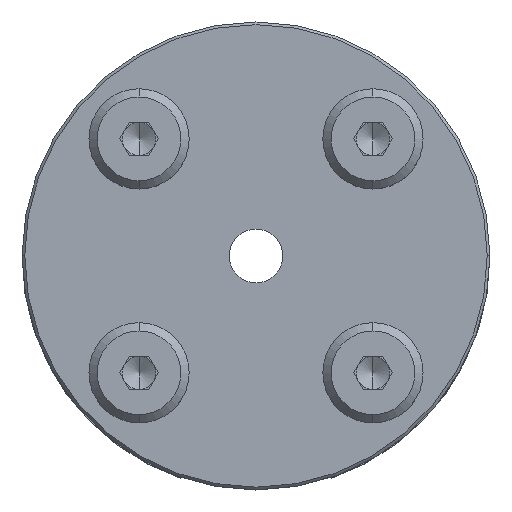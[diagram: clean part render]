
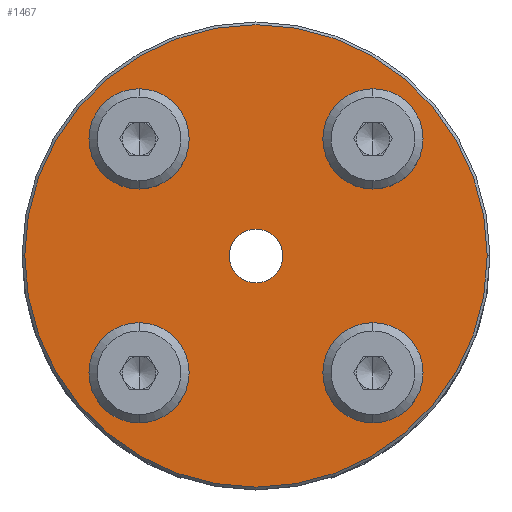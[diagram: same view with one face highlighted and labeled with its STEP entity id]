
A CAD part, top view. The second image highlights one B-rep face of the part: STEP entity #1467.
In plain terms, the highlighted planar face has unit normal (0, 0, 1).
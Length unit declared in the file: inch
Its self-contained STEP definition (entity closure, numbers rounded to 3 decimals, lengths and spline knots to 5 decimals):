
#72 = DIRECTION ( 'NONE',  ( 0., 0., 1. ) ) ;
#91 = EDGE_CURVE ( 'NONE', #1832, #4219, #4763, .T. ) ;
#195 = CARTESIAN_POINT ( 'NONE',  ( 0., 0., 0.375 ) ) ;
#219 = DIRECTION ( 'NONE',  ( 1., 0., 0. ) ) ;
#452 = FACE_BOUND ( 'NONE', #5922, .T. ) ;
#472 = ORIENTED_EDGE ( 'NONE', *, *, #1873, .F. ) ;
#500 = VERTEX_POINT ( 'NONE', #3225 ) ;
#534 = FACE_BOUND ( 'NONE', #2072, .T. ) ;
#547 = CIRCLE ( 'NONE', #5776, 0.14844 ) ;
#565 = CARTESIAN_POINT ( 'NONE',  ( 0., 0., 0.375 ) ) ;
#737 = CARTESIAN_POINT ( 'NONE',  ( 0.4375, -0.4375, 0.375 ) ) ;
#757 = CIRCLE ( 'NONE', #4526, 0.1005 ) ;
#820 = CARTESIAN_POINT ( 'NONE',  ( 0.865, 0., 0.375 ) ) ;
#839 = ORIENTED_EDGE ( 'NONE', *, *, #5544, .T. ) ;
#944 = EDGE_CURVE ( 'NONE', #4498, #2680, #4441, .T. ) ;
#949 = DIRECTION ( 'NONE',  ( 0., 0., 1. ) ) ;
#1167 = ORIENTED_EDGE ( 'NONE', *, *, #91, .F. ) ;
#1214 = DIRECTION ( 'NONE',  ( 1., 0., 0. ) ) ;
#1279 = CARTESIAN_POINT ( 'NONE',  ( 0.1005, 0., 0.375 ) ) ;
#1290 = AXIS2_PLACEMENT_3D ( 'NONE', #6667, #2399, #6074 ) ;
#1341 = DIRECTION ( 'NONE',  ( 1., 0., 0. ) ) ;
#1406 = ORIENTED_EDGE ( 'NONE', *, *, #944, .F. ) ;
#1467 = ADVANCED_FACE ( 'NONE', ( #452, #534, #5160, #2931, #5278, #7684 ), #2848, .T. ) ;
#1658 = DIRECTION ( 'NONE',  ( 1., 0., 0. ) ) ;
#1708 = ORIENTED_EDGE ( 'NONE', *, *, #4936, .T. ) ;
#1832 = VERTEX_POINT ( 'NONE', #3702 ) ;
#1867 = DIRECTION ( 'NONE',  ( 1., 0., 0. ) ) ;
#1873 = EDGE_CURVE ( 'NONE', #2680, #4498, #5689, .T. ) ;
#1908 = AXIS2_PLACEMENT_3D ( 'NONE', #195, #3786, #2593 ) ;
#2022 = DIRECTION ( 'NONE',  ( 0., 0., 1. ) ) ;
#2072 = EDGE_LOOP ( 'NONE', ( #472, #1406 ) ) ;
#2214 = ORIENTED_EDGE ( 'NONE', *, *, #5244, .F. ) ;
#2278 = CIRCLE ( 'NONE', #3275, 0.865 ) ;
#2399 = DIRECTION ( 'NONE',  ( 0., 0., 1. ) ) ;
#2593 = DIRECTION ( 'NONE',  ( 1., 0., 0. ) ) ;
#2599 = VERTEX_POINT ( 'NONE', #4715 ) ;
#2669 = CIRCLE ( 'NONE', #1908, 0.865 ) ;
#2680 = VERTEX_POINT ( 'NONE', #3752 ) ;
#2723 = AXIS2_PLACEMENT_3D ( 'NONE', #4421, #6808, #1341 ) ;
#2815 = ORIENTED_EDGE ( 'NONE', *, *, #5563, .F. ) ;
#2829 = ORIENTED_EDGE ( 'NONE', *, *, #7102, .F. ) ;
#2848 = PLANE ( 'NONE',  #4573 ) ;
#2888 = DIRECTION ( 'NONE',  ( 0., 0., 1. ) ) ;
#2893 = EDGE_CURVE ( 'NONE', #3793, #500, #6093, .T. ) ;
#2931 = FACE_BOUND ( 'NONE', #3088, .T. ) ;
#3088 = EDGE_LOOP ( 'NONE', ( #5086, #2815 ) ) ;
#3126 = AXIS2_PLACEMENT_3D ( 'NONE', #7267, #7759, #3600 ) ;
#3225 = CARTESIAN_POINT ( 'NONE',  ( 0.58594, -0.4375, 0.375 ) ) ;
#3275 = AXIS2_PLACEMENT_3D ( 'NONE', #565, #72, #1214 ) ;
#3352 = EDGE_LOOP ( 'NONE', ( #2829, #6010 ) ) ;
#3395 = DIRECTION ( 'NONE',  ( 1., 0., 0. ) ) ;
#3600 = DIRECTION ( 'NONE',  ( 1., 0., 0. ) ) ;
#3646 = CIRCLE ( 'NONE', #3126, 0.1005 ) ;
#3660 = DIRECTION ( 'NONE',  ( 1., 0., 0. ) ) ;
#3702 = CARTESIAN_POINT ( 'NONE',  ( -0.28906, 0.4375, 0.375 ) ) ;
#3723 = CARTESIAN_POINT ( 'NONE',  ( 0.28906, 0.4375, 0.375 ) ) ;
#3752 = CARTESIAN_POINT ( 'NONE',  ( 0.58594, 0.4375, 0.375 ) ) ;
#3757 = EDGE_LOOP ( 'NONE', ( #1708, #839 ) ) ;
#3762 = DIRECTION ( 'NONE',  ( 1., 0., 0. ) ) ;
#3786 = DIRECTION ( 'NONE',  ( 0., 0., 1. ) ) ;
#3793 = VERTEX_POINT ( 'NONE', #4062 ) ;
#3870 = CARTESIAN_POINT ( 'NONE',  ( -0.865, 0., 0.375 ) ) ;
#3889 = CARTESIAN_POINT ( 'NONE',  ( -0.4375, 0.4375, 0.375 ) ) ;
#3918 = VERTEX_POINT ( 'NONE', #1279 ) ;
#4045 = CIRCLE ( 'NONE', #6524, 0.14844 ) ;
#4062 = CARTESIAN_POINT ( 'NONE',  ( 0.28906, -0.4375, 0.375 ) ) ;
#4108 = DIRECTION ( 'NONE',  ( 1., 0., 0. ) ) ;
#4189 = CIRCLE ( 'NONE', #7069, 0.14844 ) ;
#4219 = VERTEX_POINT ( 'NONE', #7325 ) ;
#4364 = EDGE_CURVE ( 'NONE', #4219, #1832, #4189, .T. ) ;
#4421 = CARTESIAN_POINT ( 'NONE',  ( 0.4375, -0.4375, 0.375 ) ) ;
#4441 = CIRCLE ( 'NONE', #6561, 0.14844 ) ;
#4446 = EDGE_LOOP ( 'NONE', ( #6340, #2214 ) ) ;
#4498 = VERTEX_POINT ( 'NONE', #3723 ) ;
#4526 = AXIS2_PLACEMENT_3D ( 'NONE', #6998, #949, #1658 ) ;
#4573 = AXIS2_PLACEMENT_3D ( 'NONE', #7003, #2888, #3395 ) ;
#4595 = CARTESIAN_POINT ( 'NONE',  ( -0.58594, -0.4375, 0.375 ) ) ;
#4715 = CARTESIAN_POINT ( 'NONE',  ( -0.28906, -0.4375, 0.375 ) ) ;
#4763 = CIRCLE ( 'NONE', #5135, 0.14844 ) ;
#4770 = DIRECTION ( 'NONE',  ( 1., 0., 0. ) ) ;
#4863 = DIRECTION ( 'NONE',  ( 0., 0., 1. ) ) ;
#4936 = EDGE_CURVE ( 'NONE', #5645, #7095, #2669, .T. ) ;
#5076 = EDGE_CURVE ( 'NONE', #2599, #7415, #547, .T. ) ;
#5086 = ORIENTED_EDGE ( 'NONE', *, *, #5076, .F. ) ;
#5135 = AXIS2_PLACEMENT_3D ( 'NONE', #6594, #7261, #4770 ) ;
#5154 = CARTESIAN_POINT ( 'NONE',  ( -0.4375, -0.4375, 0.375 ) ) ;
#5160 = FACE_BOUND ( 'NONE', #3352, .T. ) ;
#5244 = EDGE_CURVE ( 'NONE', #5321, #3918, #757, .T. ) ;
#5278 = FACE_OUTER_BOUND ( 'NONE', #3757, .T. ) ;
#5321 = VERTEX_POINT ( 'NONE', #7039 ) ;
#5516 = CARTESIAN_POINT ( 'NONE',  ( 0.4375, 0.4375, 0.375 ) ) ;
#5544 = EDGE_CURVE ( 'NONE', #7095, #5645, #2278, .T. ) ;
#5563 = EDGE_CURVE ( 'NONE', #7415, #2599, #4045, .T. ) ;
#5600 = DIRECTION ( 'NONE',  ( 0., 0., 1. ) ) ;
#5645 = VERTEX_POINT ( 'NONE', #3870 ) ;
#5689 = CIRCLE ( 'NONE', #1290, 0.14844 ) ;
#5776 = AXIS2_PLACEMENT_3D ( 'NONE', #5154, #6439, #4108 ) ;
#5922 = EDGE_LOOP ( 'NONE', ( #1167, #6410 ) ) ;
#6010 = ORIENTED_EDGE ( 'NONE', *, *, #2893, .F. ) ;
#6074 = DIRECTION ( 'NONE',  ( 1., 0., 0. ) ) ;
#6093 = CIRCLE ( 'NONE', #2723, 0.14844 ) ;
#6340 = ORIENTED_EDGE ( 'NONE', *, *, #6457, .F. ) ;
#6410 = ORIENTED_EDGE ( 'NONE', *, *, #4364, .F. ) ;
#6439 = DIRECTION ( 'NONE',  ( 0., 0., 1. ) ) ;
#6457 = EDGE_CURVE ( 'NONE', #3918, #5321, #3646, .T. ) ;
#6524 = AXIS2_PLACEMENT_3D ( 'NONE', #7189, #7153, #3660 ) ;
#6561 = AXIS2_PLACEMENT_3D ( 'NONE', #5516, #4863, #1867 ) ;
#6594 = CARTESIAN_POINT ( 'NONE',  ( -0.4375, 0.4375, 0.375 ) ) ;
#6667 = CARTESIAN_POINT ( 'NONE',  ( 0.4375, 0.4375, 0.375 ) ) ;
#6808 = DIRECTION ( 'NONE',  ( 0., 0., 1. ) ) ;
#6887 = CIRCLE ( 'NONE', #7387, 0.14844 ) ;
#6998 = CARTESIAN_POINT ( 'NONE',  ( 0., 0., 0.375 ) ) ;
#7003 = CARTESIAN_POINT ( 'NONE',  ( 0., 0., 0.375 ) ) ;
#7039 = CARTESIAN_POINT ( 'NONE',  ( -0.1005, 0., 0.375 ) ) ;
#7069 = AXIS2_PLACEMENT_3D ( 'NONE', #3889, #2022, #3762 ) ;
#7095 = VERTEX_POINT ( 'NONE', #820 ) ;
#7102 = EDGE_CURVE ( 'NONE', #500, #3793, #6887, .T. ) ;
#7153 = DIRECTION ( 'NONE',  ( 0., 0., 1. ) ) ;
#7189 = CARTESIAN_POINT ( 'NONE',  ( -0.4375, -0.4375, 0.375 ) ) ;
#7261 = DIRECTION ( 'NONE',  ( 0., 0., 1. ) ) ;
#7267 = CARTESIAN_POINT ( 'NONE',  ( 0., 0., 0.375 ) ) ;
#7325 = CARTESIAN_POINT ( 'NONE',  ( -0.58594, 0.4375, 0.375 ) ) ;
#7387 = AXIS2_PLACEMENT_3D ( 'NONE', #737, #5600, #219 ) ;
#7415 = VERTEX_POINT ( 'NONE', #4595 ) ;
#7684 = FACE_BOUND ( 'NONE', #4446, .T. ) ;
#7759 = DIRECTION ( 'NONE',  ( 0., 0., 1. ) ) ;
